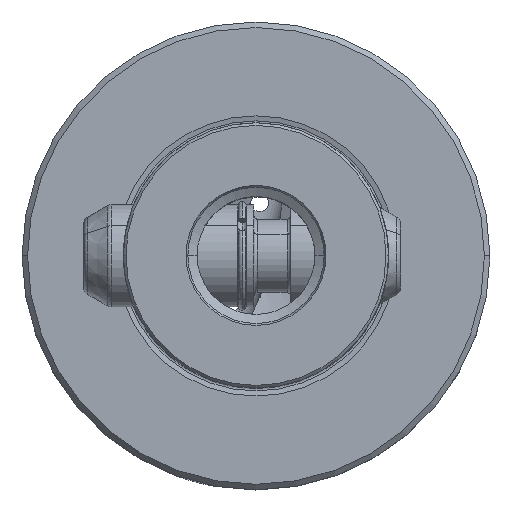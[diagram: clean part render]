
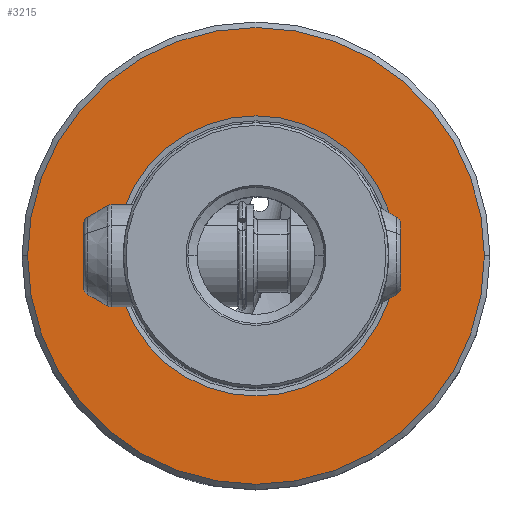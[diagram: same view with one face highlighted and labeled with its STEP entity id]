
A CAD part, top view. The second image highlights one B-rep face of the part: STEP entity #3215.
In plain terms, the highlighted planar face has unit normal (0, 0, 1).
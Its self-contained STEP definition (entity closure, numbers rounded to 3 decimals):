
#2727=VERTEX_POINT('NONE',#7711);
#2741=EDGE_CURVE('NONE',#5393,#3167,#7726,.T.);
#3167=VERTEX_POINT('NONE',#8194);
#3215=ADVANCED_FACE('NONE',(#8247,#8248),#8249,.T.);
#3685=EDGE_CURVE('NONE',#4347,#2727,#8764,.F.);
#4115=EDGE_CURVE('NONE',#3167,#5393,#9237,.T.);
#4189=EDGE_CURVE('NONE',#2727,#4347,#9321,.F.);
#4347=VERTEX_POINT('NONE',#9491);
#5393=VERTEX_POINT('NONE',#10647);
#7711=CARTESIAN_POINT('',(19.012,0.,0.0));
#7726=CIRCLE('',#14009,31.0);
#8194=CARTESIAN_POINT('',(-31.0,0.,0.0));
#8247=FACE_OUTER_BOUND('',#15031,.T.);
#8248=FACE_BOUND('',#15032,.T.);
#8249=PLANE('',#15033);
#8764=CIRCLE('',#16211,19.012);
#9237=CIRCLE('',#17090,31.0);
#9321=CIRCLE('',#17205,19.012);
#9491=CARTESIAN_POINT('',(-19.012,0.,0.0));
#10647=CARTESIAN_POINT('',(31.0,0.,0.0));
#14009=AXIS2_PLACEMENT_3D('',#24937,#24938,#24939);
#15031=EDGE_LOOP('',(#25505,#25506));
#15032=EDGE_LOOP('',(#25507,#25508));
#15033=AXIS2_PLACEMENT_3D('',#25509,#25510,#25511);
#16211=AXIS2_PLACEMENT_3D('',#26111,#26112,#26113);
#17090=AXIS2_PLACEMENT_3D('',#26667,#26668,#26669);
#17205=AXIS2_PLACEMENT_3D('',#26770,#26771,#26772);
#24937=CARTESIAN_POINT('',(0.0,0.0,0.0));
#24938=DIRECTION('',(0.0,0.0,-1.0));
#24939=DIRECTION('',(-1.0,0.,0.0));
#25505=ORIENTED_EDGE('',*,*,#4115,.F.);
#25506=ORIENTED_EDGE('',*,*,#2741,.F.);
#25507=ORIENTED_EDGE('',*,*,#4189,.F.);
#25508=ORIENTED_EDGE('',*,*,#3685,.F.);
#25509=CARTESIAN_POINT('',(-33.0,0.0,0.0));
#25510=DIRECTION('',(-0.0,0.0,1.0));
#25511=DIRECTION('',(0.0,1.0,0.0));
#26111=CARTESIAN_POINT('',(0.0,0.0,0.0));
#26112=DIRECTION('',(0.0,0.0,-1.0));
#26113=DIRECTION('',(1.0,0.,0.0));
#26667=CARTESIAN_POINT('',(0.0,0.0,0.0));
#26668=DIRECTION('',(0.0,0.0,-1.0));
#26669=DIRECTION('',(-1.0,0.,0.0));
#26770=CARTESIAN_POINT('',(0.0,0.0,0.0));
#26771=DIRECTION('',(0.0,0.0,-1.0));
#26772=DIRECTION('',(1.0,0.,0.0));
